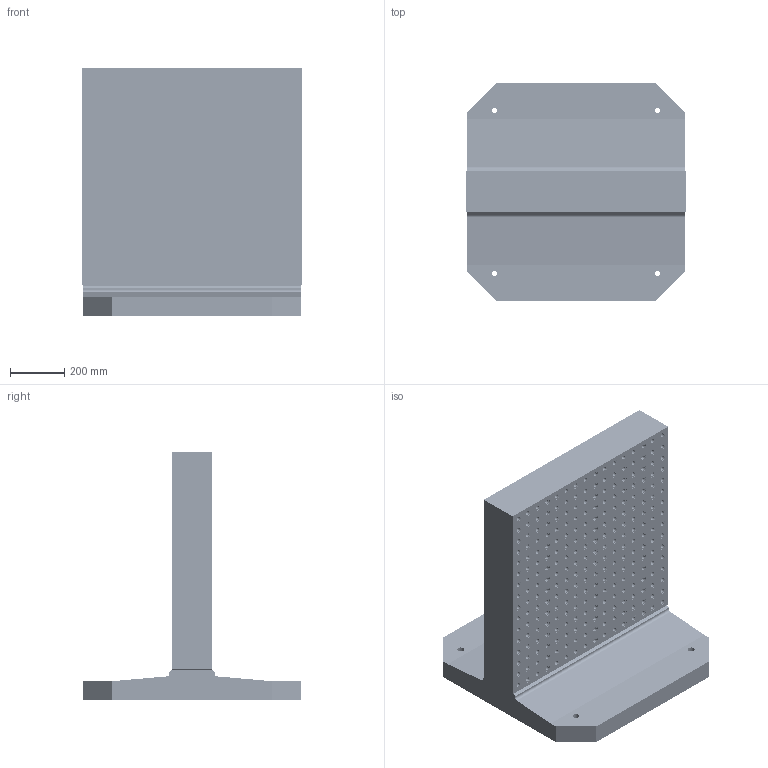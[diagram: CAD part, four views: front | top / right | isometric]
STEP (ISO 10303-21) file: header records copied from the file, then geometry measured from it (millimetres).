
FILE_DESCRIPTION(('STEP AP214'),'1');
FILE_NAME(' ',' ',('TraceParts'),('TraceParts S.A.'),'XStep 1.0',' ',' ');
FILE_SCHEMA(('automotive_design'));
Length unit declared in the file: millimetre
Products named in the file (1): 1
Bounding box: 810 x 800 x 910 mm (x, y, z)
Volume: 141600798.9 mm3; surface area: 4606215.6 mm2
Topology: 1 solids, 1 shells, 3127 faces, 6278 edges, 4184 vertices
Faces by surface type: cylinder 2072, plane 1055
Entity records: 160910 total; most frequent: DIRECTION 16678, STYLED_ITEM 13590, PRESENTATION_STYLE_ASSIGNMENT 13590, CARTESIAN_POINT 13590, COLOUR_RGB 13590, ORIENTED_EDGE 12556, AXIS2_PLACEMENT_3D 7272, EDGE_CURVE 6278
